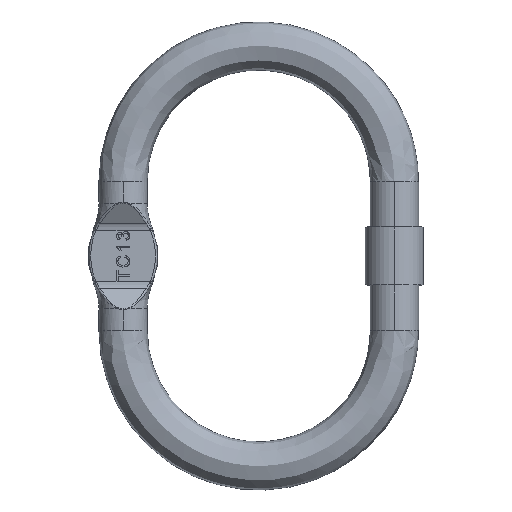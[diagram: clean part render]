
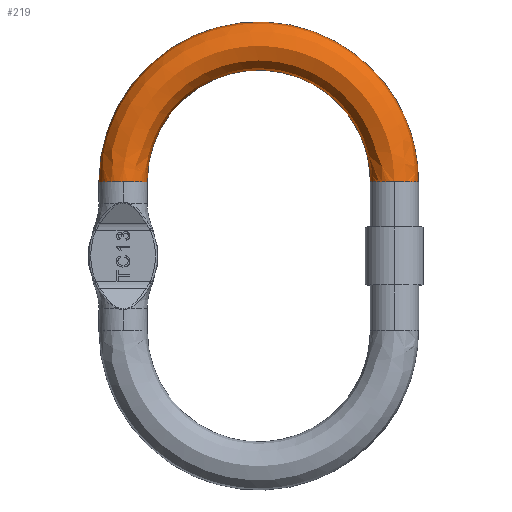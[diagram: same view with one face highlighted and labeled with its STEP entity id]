
A CAD part, top view. The second image highlights one B-rep face of the part: STEP entity #219.
In plain terms, the highlighted free-form (B-spline) face has degree [3, 3] with [7, 4] control points.
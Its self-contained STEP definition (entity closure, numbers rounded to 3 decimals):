
#219=ADVANCED_FACE('NONE',(#622),#623,.T.);
#622=FACE_OUTER_BOUND('',#1300,.T.);
#623=(B_SPLINE_SURFACE(3,3,((#1302,#1303,#1304,#1305),(#1306,#1307,#1308,#1309),(#1310,#1311,#1312,#1313),(#1314,#1315,#1316,#1317),(#1318,#1319,#1320,#1321),(#1322,#1323,#1324,#1325),(#1326,#1327,#1328,#1329)),.UNSPECIFIED.,.T.,.F.,.F.)B_SPLINE_SURFACE_WITH_KNOTS((4,3,4),(4,4),(0.0,0.5,1.0),(0.0,1.0),.UNSPECIFIED.)RATIONAL_B_SPLINE_SURFACE(((1.0,0.333,0.333,1.0),(0.333,0.111,0.111,0.333),(0.333,0.111,0.111,0.333),(1.0,0.333,0.333,1.0),(0.333,0.111,0.111,0.333),(0.333,0.111,0.111,0.333),(1.0,0.333,0.333,1.0)))BOUNDED_SURFACE()REPRESENTATION_ITEM('')GEOMETRIC_REPRESENTATION_ITEM()SURFACE());
#1300=EDGE_LOOP('',(#5081,#5082,#5083,#5084,#5085,#5086));
#1302=CARTESIAN_POINT('',(43.0,20.0,0.0));
#1303=CARTESIAN_POINT('',(43.0,106.,0.0));
#1304=CARTESIAN_POINT('',(-43.,106.0,0.0));
#1305=CARTESIAN_POINT('',(-43.0,20.,0.0));
#1306=CARTESIAN_POINT('',(43.0,20.0,-13.0));
#1307=CARTESIAN_POINT('',(43.0,106.,-13.0));
#1308=CARTESIAN_POINT('',(-43.,106.0,-13.0));
#1309=CARTESIAN_POINT('',(-43.0,20.,-13.0));
#1310=CARTESIAN_POINT('',(30.0,20.0,-13.0));
#1311=CARTESIAN_POINT('',(30.0,80.,-13.0));
#1312=CARTESIAN_POINT('',(-30.,80.,-13.0));
#1313=CARTESIAN_POINT('',(-30.0,20.,-13.0));
#1314=CARTESIAN_POINT('',(30.0,20.0,0.));
#1315=CARTESIAN_POINT('',(30.0,80.,0.));
#1316=CARTESIAN_POINT('',(-30.,80.,0.));
#1317=CARTESIAN_POINT('',(-30.0,20.,0.));
#1318=CARTESIAN_POINT('',(30.0,20.0,13.0));
#1319=CARTESIAN_POINT('',(30.0,80.,13.0));
#1320=CARTESIAN_POINT('',(-30.,80.,13.0));
#1321=CARTESIAN_POINT('',(-30.0,20.,13.0));
#1322=CARTESIAN_POINT('',(43.0,20.0,13.0));
#1323=CARTESIAN_POINT('',(43.0,106.,13.0));
#1324=CARTESIAN_POINT('',(-43.,106.0,13.0));
#1325=CARTESIAN_POINT('',(-43.0,20.,13.0));
#1326=CARTESIAN_POINT('',(43.0,20.0,0.0));
#1327=CARTESIAN_POINT('',(43.0,106.,0.0));
#1328=CARTESIAN_POINT('',(-43.,106.0,0.0));
#1329=CARTESIAN_POINT('',(-43.0,20.,0.0));
#5081=ORIENTED_EDGE('',*,*,#6527,.F.);
#5082=ORIENTED_EDGE('',*,*,#6528,.F.);
#5083=ORIENTED_EDGE('',*,*,#6529,.F.);
#5084=ORIENTED_EDGE('',*,*,#6530,.T.);
#5085=ORIENTED_EDGE('',*,*,#6531,.F.);
#5086=ORIENTED_EDGE('',*,*,#6532,.F.);
#6527=EDGE_CURVE('',#7217,#7218,#7219,.T.);
#6528=EDGE_CURVE('NONE',#7220,#7217,#7221,.T.);
#6529=EDGE_CURVE('NONE',#7222,#7220,#7223,.T.);
#6530=EDGE_CURVE('',#7222,#7224,#7225,.T.);
#6531=EDGE_CURVE('NONE',#7226,#7224,#7227,.T.);
#6532=EDGE_CURVE('NONE',#7218,#7226,#7228,.T.);
#7217=VERTEX_POINT('',#8263);
#7218=VERTEX_POINT('',#8264);
#7219=(B_SPLINE_CURVE(3,(#8266,#8267,#8268,#8269),.UNSPECIFIED.,.F.,.F.)B_SPLINE_CURVE_WITH_KNOTS((4,4),(-1.0,-0.0),.UNSPECIFIED.)RATIONAL_B_SPLINE_CURVE((1.0,0.333,0.333,1.0))BOUNDED_CURVE()REPRESENTATION_ITEM('')GEOMETRIC_REPRESENTATION_ITEM()CURVE());
#7220=VERTEX_POINT('NONE',#8276);
#7221=CIRCLE('',#8277,6.5);
#7222=VERTEX_POINT('',#8278);
#7223=CIRCLE('',#8279,6.5);
#7224=VERTEX_POINT('',#8280);
#7225=(B_SPLINE_CURVE(3,(#8282,#8283,#8284,#8285),.UNSPECIFIED.,.F.,.F.)B_SPLINE_CURVE_WITH_KNOTS((4,4),(-1.0,-0.0),.UNSPECIFIED.)RATIONAL_B_SPLINE_CURVE((1.0,0.333,0.333,1.0))BOUNDED_CURVE()REPRESENTATION_ITEM('')GEOMETRIC_REPRESENTATION_ITEM()CURVE());
#7226=VERTEX_POINT('',#8292);
#7227=CIRCLE('',#8293,6.5);
#7228=CIRCLE('',#8294,6.5);
#8263=CARTESIAN_POINT('',(-43.0,20.,0.0));
#8264=CARTESIAN_POINT('',(43.0,20.0,0.0));
#8266=CARTESIAN_POINT('',(-43.0,20.,0.0));
#8267=CARTESIAN_POINT('',(-43.,106.0,0.0));
#8268=CARTESIAN_POINT('',(43.0,106.,0.0));
#8269=CARTESIAN_POINT('',(43.0,20.0,0.0));
#8276=CARTESIAN_POINT('',(-36.5,20.,6.5));
#8277=AXIS2_PLACEMENT_3D('',#11832,#11833,#11834);
#8278=CARTESIAN_POINT('',(-30.0,20.,0.));
#8279=AXIS2_PLACEMENT_3D('',#11835,#11836,#11837);
#8280=CARTESIAN_POINT('',(30.0,20.0,0.));
#8282=CARTESIAN_POINT('',(-30.0,20.,0.));
#8283=CARTESIAN_POINT('',(-30.,80.,0.));
#8284=CARTESIAN_POINT('',(30.0,80.,0.));
#8285=CARTESIAN_POINT('',(30.0,20.0,0.));
#8292=CARTESIAN_POINT('',(36.5,20.0,6.5));
#8293=AXIS2_PLACEMENT_3D('',#11838,#11839,#11840);
#8294=AXIS2_PLACEMENT_3D('',#11841,#11842,#11843);
#11832=CARTESIAN_POINT('',(-36.5,20.,0.0));
#11833=DIRECTION('',(0.0,-1.0,0.0));
#11834=DIRECTION('',(0.0,0.0,1.0));
#11835=CARTESIAN_POINT('',(-36.5,20.,0.0));
#11836=DIRECTION('',(0.0,-1.0,0.0));
#11837=DIRECTION('',(0.0,0.0,1.0));
#11838=CARTESIAN_POINT('',(36.5,20.0,0.0));
#11839=DIRECTION('',(0.0,-1.0,0.0));
#11840=DIRECTION('',(0.0,0.0,-1.0));
#11841=CARTESIAN_POINT('',(36.5,20.0,0.0));
#11842=DIRECTION('',(0.0,-1.0,0.0));
#11843=DIRECTION('',(0.0,0.0,-1.0));
